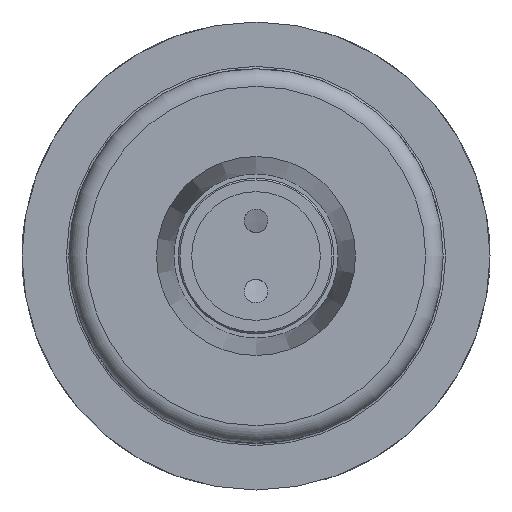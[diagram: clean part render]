
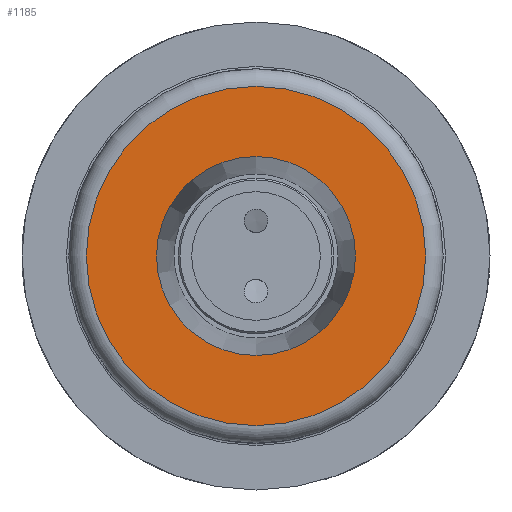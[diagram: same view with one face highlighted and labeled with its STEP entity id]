
A CAD part, left-side view. The second image highlights one B-rep face of the part: STEP entity #1185.
In plain terms, the highlighted planar face has unit normal (-1, 0, 0).
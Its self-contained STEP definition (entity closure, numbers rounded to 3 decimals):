
#1151=CARTESIAN_POINT('',(-52.,0.0,14.5));
#1152=VERTEX_POINT('',#1151);
#1153=CARTESIAN_POINT('',(-52.,0.0,0.0));
#1154=DIRECTION('',(-1.0,0.0,0.0));
#1155=DIRECTION('',(0.0,0.0,1.0));
#1156=AXIS2_PLACEMENT_3D('',#1153,#1154,#1155);
#1157=CIRCLE('',#1156,14.5);
#1158=EDGE_CURVE('',#1152,#1152,#1157,.T.);
#1166=CARTESIAN_POINT('',(-52.,0.0,11.5));
#1167=DIRECTION('',(-1.0,0.0,0.0));
#1168=DIRECTION('',(0.0,0.0,1.0));
#1169=AXIS2_PLACEMENT_3D('',#1166,#1167,#1168);
#1170=PLANE('',#1169);
#1171=ORIENTED_EDGE('',*,*,#1158,.T.);
#1172=EDGE_LOOP('',(#1171));
#1173=FACE_OUTER_BOUND('',#1172,.T.);
#1174=CARTESIAN_POINT('',(-52.,0.0,8.5));
#1175=VERTEX_POINT('',#1174);
#1176=CARTESIAN_POINT('',(-52.,0.0,0.0));
#1177=DIRECTION('',(-1.0,0.0,0.0));
#1178=DIRECTION('',(0.0,0.0,1.0));
#1179=AXIS2_PLACEMENT_3D('',#1176,#1177,#1178);
#1180=CIRCLE('',#1179,8.5);
#1181=EDGE_CURVE('',#1175,#1175,#1180,.T.);
#1182=ORIENTED_EDGE('',*,*,#1181,.F.);
#1183=EDGE_LOOP('',(#1182));
#1184=FACE_BOUND('',#1183,.T.);
#1185=ADVANCED_FACE('',(#1173,#1184),#1170,.T.);
